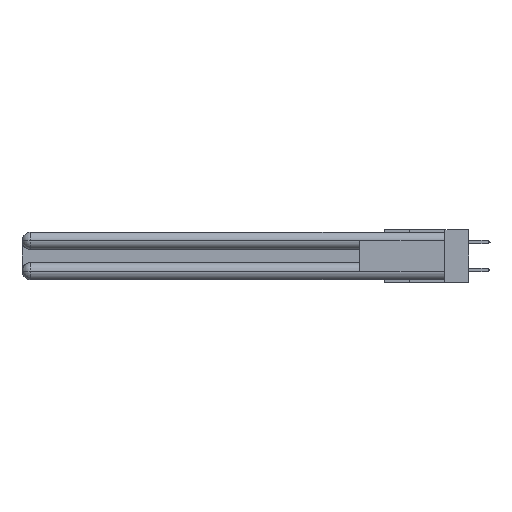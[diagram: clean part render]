
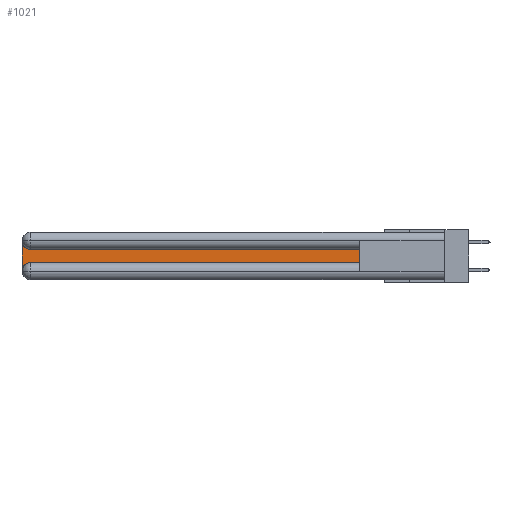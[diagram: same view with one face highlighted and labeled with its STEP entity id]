
A CAD part, left-side view. The second image highlights one B-rep face of the part: STEP entity #1021.
In plain terms, the highlighted planar face has unit normal (-1, 0, 0).
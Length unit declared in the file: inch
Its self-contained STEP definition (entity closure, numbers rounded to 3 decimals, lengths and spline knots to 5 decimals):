
#889 = FACE_OUTER_BOUND ( 'NONE', #18218, .T. ) ;
#1021 = ADVANCED_FACE ( 'NONE', ( #889 ), #14390, .F. ) ;
#1291 = DIRECTION ( 'NONE',  ( 0., 0., -1. ) ) ;
#1565 = DIRECTION ( 'NONE',  ( 0., 0., -1. ) ) ;
#2159 = VECTOR ( 'NONE', #4373, 39.37008 ) ;
#3347 = ORIENTED_EDGE ( 'NONE', *, *, #24607, .T. ) ;
#3431 = DIRECTION ( 'NONE',  ( 0., 0., 1. ) ) ;
#3449 = AXIS2_PLACEMENT_3D ( 'NONE', #8991, #4009, #9099 ) ;
#4009 = DIRECTION ( 'NONE',  ( 1., 0., 0. ) ) ;
#4118 = AXIS2_PLACEMENT_3D ( 'NONE', #26849, #31648, #1291 ) ;
#4373 = DIRECTION ( 'NONE',  ( 0., -1., 0. ) ) ;
#5696 = LINE ( 'NONE', #8528, #19938 ) ;
#6111 = LINE ( 'NONE', #32653, #32252 ) ;
#6156 = CARTESIAN_POINT ( 'NONE',  ( 0.075, 2.94, -0.2175 ) ) ;
#6196 = CIRCLE ( 'NONE', #4118, 0.06 ) ;
#8528 = CARTESIAN_POINT ( 'NONE',  ( 0.075, 0.6, -0.2175 ) ) ;
#8991 = CARTESIAN_POINT ( 'NONE',  ( 0.075, 2.94, -0.2775 ) ) ;
#9094 = DIRECTION ( 'NONE',  ( 1., 0., 0. ) ) ;
#9099 = DIRECTION ( 'NONE',  ( 0., 0., -1. ) ) ;
#9663 = CARTESIAN_POINT ( 'NONE',  ( 0.075, 0.6, -0.1225 ) ) ;
#9920 = CARTESIAN_POINT ( 'NONE',  ( 0.075, 0.6, -0.2175 ) ) ;
#10074 = EDGE_CURVE ( 'NONE', #27025, #26688, #22330, .T. ) ;
#11136 = ORIENTED_EDGE ( 'NONE', *, *, #10074, .T. ) ;
#11149 = EDGE_CURVE ( 'NONE', #18084, #14834, #6111, .T. ) ;
#12082 = EDGE_CURVE ( 'NONE', #24971, #21190, #27044, .T. ) ;
#12606 = AXIS2_PLACEMENT_3D ( 'NONE', #19585, #9094, #1565 ) ;
#14390 = PLANE ( 'NONE',  #12606 ) ;
#14834 = VERTEX_POINT ( 'NONE', #19737 ) ;
#15430 = ORIENTED_EDGE ( 'NONE', *, *, #23329, .T. ) ;
#15867 = CARTESIAN_POINT ( 'NONE',  ( 0.075, 3., -0.2775 ) ) ;
#17886 = CARTESIAN_POINT ( 'NONE',  ( 0.075, 3., -0.0625 ) ) ;
#18084 = VERTEX_POINT ( 'NONE', #9663 ) ;
#18218 = EDGE_LOOP ( 'NONE', ( #31520, #3347, #20555, #15430, #11136, #20823 ) ) ;
#18455 = CIRCLE ( 'NONE', #3449, 0.06 ) ;
#19585 = CARTESIAN_POINT ( 'NONE',  ( 0.075, 3., -0.1225 ) ) ;
#19737 = CARTESIAN_POINT ( 'NONE',  ( 0.075, 2.94, -0.1225 ) ) ;
#19938 = VECTOR ( 'NONE', #3431, 39.37008 ) ;
#20555 = ORIENTED_EDGE ( 'NONE', *, *, #12082, .T. ) ;
#20823 = ORIENTED_EDGE ( 'NONE', *, *, #31885, .T. ) ;
#21190 = VERTEX_POINT ( 'NONE', #15867 ) ;
#22330 = LINE ( 'NONE', #29844, #2159 ) ;
#23329 = EDGE_CURVE ( 'NONE', #21190, #27025, #18455, .T. ) ;
#23983 = CARTESIAN_POINT ( 'NONE',  ( 0.075, 3., -0.2175 ) ) ;
#24607 = EDGE_CURVE ( 'NONE', #14834, #24971, #6196, .T. ) ;
#24971 = VERTEX_POINT ( 'NONE', #17886 ) ;
#26688 = VERTEX_POINT ( 'NONE', #9920 ) ;
#26849 = CARTESIAN_POINT ( 'NONE',  ( 0.075, 2.94, -0.0625 ) ) ;
#27025 = VERTEX_POINT ( 'NONE', #6156 ) ;
#27044 = LINE ( 'NONE', #23983, #28241 ) ;
#28241 = VECTOR ( 'NONE', #29090, 39.37008 ) ;
#29090 = DIRECTION ( 'NONE',  ( 0., 0., -1. ) ) ;
#29844 = CARTESIAN_POINT ( 'NONE',  ( 0.075, 0.6, -0.2175 ) ) ;
#31520 = ORIENTED_EDGE ( 'NONE', *, *, #11149, .T. ) ;
#31648 = DIRECTION ( 'NONE',  ( 1., 0., 0. ) ) ;
#31885 = EDGE_CURVE ( 'NONE', #26688, #18084, #5696, .T. ) ;
#32213 = DIRECTION ( 'NONE',  ( 0., 1., 0. ) ) ;
#32252 = VECTOR ( 'NONE', #32213, 39.37008 ) ;
#32653 = CARTESIAN_POINT ( 'NONE',  ( 0.075, 0.6, -0.1225 ) ) ;
